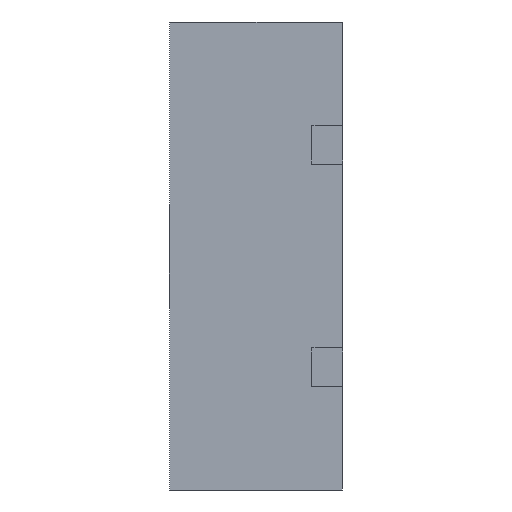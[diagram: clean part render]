
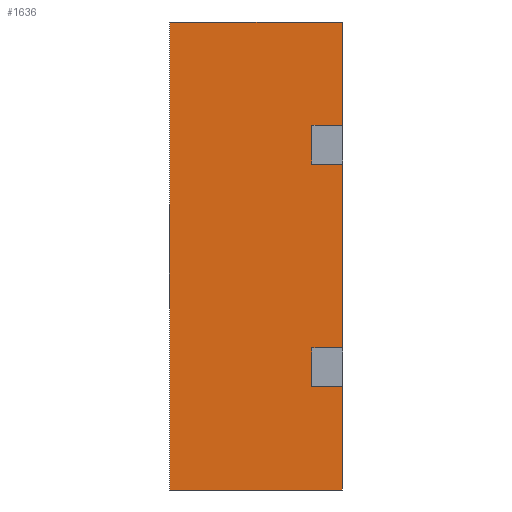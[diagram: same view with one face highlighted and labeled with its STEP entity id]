
A CAD part, left-side view. The second image highlights one B-rep face of the part: STEP entity #1636.
In plain terms, the highlighted planar face has unit normal (-1, 0, 0).
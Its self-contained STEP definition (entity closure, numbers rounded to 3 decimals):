
#35 = ORIENTED_EDGE ( 'NONE', *, *, #441, .F. ) ;
#45 = DIRECTION ( 'NONE',  ( 0., -1., 0. ) ) ;
#176 = LINE ( 'NONE', #655, #2962 ) ;
#186 = EDGE_CURVE ( 'NONE', #2163, #2007, #861, .T. ) ;
#217 = DIRECTION ( 'NONE',  ( 0., 0., -1. ) ) ;
#257 = VECTOR ( 'NONE', #2583, 1000. ) ;
#290 = CARTESIAN_POINT ( 'NONE',  ( 0., 0.3, -3.587 ) ) ;
#319 = LINE ( 'NONE', #2798, #3279 ) ;
#327 = EDGE_CURVE ( 'NONE', #1238, #3709, #1908, .T. ) ;
#342 = CARTESIAN_POINT ( 'NONE',  ( 0., 1.7, -4.6 ) ) ;
#349 = LINE ( 'NONE', #2028, #257 ) ;
#363 = EDGE_CURVE ( 'NONE', #893, #2476, #1268, .T. ) ;
#367 = CARTESIAN_POINT ( 'NONE',  ( 0., 0.3, -1.397 ) ) ;
#369 = EDGE_CURVE ( 'NONE', #3564, #2163, #777, .T. ) ;
#402 = FACE_OUTER_BOUND ( 'NONE', #867, .T. ) ;
#406 = LINE ( 'NONE', #625, #1266 ) ;
#441 = EDGE_CURVE ( 'NONE', #2333, #3706, #3413, .T. ) ;
#577 = CARTESIAN_POINT ( 'NONE',  ( 0., 0., -3.587 ) ) ;
#599 = VECTOR ( 'NONE', #2949, 1000. ) ;
#625 = CARTESIAN_POINT ( 'NONE',  ( 0., 0., 0. ) ) ;
#655 = CARTESIAN_POINT ( 'NONE',  ( 0., 1.7, 0. ) ) ;
#777 = LINE ( 'NONE', #367, #3374 ) ;
#789 = CARTESIAN_POINT ( 'NONE',  ( 0., 1.7, -4.6 ) ) ;
#861 = LINE ( 'NONE', #3286, #2883 ) ;
#867 = EDGE_LOOP ( 'NONE', ( #2399, #2518, #3087, #3389, #2294, #1790, #1394, #983, #35, #1302, #1375, #1662 ) ) ;
#893 = VERTEX_POINT ( 'NONE', #342 ) ;
#942 = CARTESIAN_POINT ( 'NONE',  ( 0., 1.7, 0. ) ) ;
#963 = EDGE_CURVE ( 'NONE', #2333, #2007, #406, .T. ) ;
#982 = EDGE_CURVE ( 'NONE', #3523, #3564, #3243, .T. ) ;
#983 = ORIENTED_EDGE ( 'NONE', *, *, #1220, .F. ) ;
#1005 = DIRECTION ( 'NONE',  ( 0., 0., -1. ) ) ;
#1078 = CARTESIAN_POINT ( 'NONE',  ( 0., 0., 0. ) ) ;
#1177 = CARTESIAN_POINT ( 'NONE',  ( 0., 0.3, -3.203 ) ) ;
#1220 = EDGE_CURVE ( 'NONE', #3706, #3685, #319, .T. ) ;
#1238 = VERTEX_POINT ( 'NONE', #3079 ) ;
#1266 = VECTOR ( 'NONE', #3520, 1000. ) ;
#1268 = LINE ( 'NONE', #942, #599 ) ;
#1302 = ORIENTED_EDGE ( 'NONE', *, *, #963, .T. ) ;
#1375 = ORIENTED_EDGE ( 'NONE', *, *, #186, .F. ) ;
#1382 = LINE ( 'NONE', #789, #3220 ) ;
#1394 = ORIENTED_EDGE ( 'NONE', *, *, #3596, .F. ) ;
#1405 = DIRECTION ( 'NONE',  ( 0., 0., 1. ) ) ;
#1476 = CARTESIAN_POINT ( 'NONE',  ( 0., 0., 0. ) ) ;
#1492 = CARTESIAN_POINT ( 'NONE',  ( 0., 0.3, -1.013 ) ) ;
#1541 = EDGE_CURVE ( 'NONE', #3523, #3661, #2308, .T. ) ;
#1572 = DIRECTION ( 'NONE',  ( 0., -1., 0. ) ) ;
#1634 = VECTOR ( 'NONE', #3511, 1000. ) ;
#1636 = ADVANCED_FACE ( 'NONE', ( #402 ), #3022, .F. ) ;
#1639 = CARTESIAN_POINT ( 'NONE',  ( 0., 0., -3.203 ) ) ;
#1662 = ORIENTED_EDGE ( 'NONE', *, *, #369, .F. ) ;
#1664 = DIRECTION ( 'NONE',  ( 0., -1., 0. ) ) ;
#1729 = CARTESIAN_POINT ( 'NONE',  ( 0., 0., 0. ) ) ;
#1790 = ORIENTED_EDGE ( 'NONE', *, *, #327, .T. ) ;
#1862 = DIRECTION ( 'NONE',  ( 0., 0., -1. ) ) ;
#1876 = DIRECTION ( 'NONE',  ( 0., 1., 0. ) ) ;
#1878 = CARTESIAN_POINT ( 'NONE',  ( 0., 0.3, -1.397 ) ) ;
#1908 = LINE ( 'NONE', #1729, #3156 ) ;
#2007 = VERTEX_POINT ( 'NONE', #3224 ) ;
#2028 = CARTESIAN_POINT ( 'NONE',  ( 0., -0.005, -3.587 ) ) ;
#2050 = EDGE_CURVE ( 'NONE', #2476, #3661, #176, .T. ) ;
#2163 = VERTEX_POINT ( 'NONE', #1878 ) ;
#2294 = ORIENTED_EDGE ( 'NONE', *, *, #3662, .T. ) ;
#2308 = LINE ( 'NONE', #1476, #2603 ) ;
#2333 = VERTEX_POINT ( 'NONE', #1639 ) ;
#2399 = ORIENTED_EDGE ( 'NONE', *, *, #982, .F. ) ;
#2476 = VERTEX_POINT ( 'NONE', #2867 ) ;
#2508 = VECTOR ( 'NONE', #1876, 1000. ) ;
#2518 = ORIENTED_EDGE ( 'NONE', *, *, #1541, .T. ) ;
#2573 = CARTESIAN_POINT ( 'NONE',  ( 0., 0.3, -1.013 ) ) ;
#2583 = DIRECTION ( 'NONE',  ( 0., -1., 0. ) ) ;
#2602 = AXIS2_PLACEMENT_3D ( 'NONE', #3252, #3562, #1862 ) ;
#2603 = VECTOR ( 'NONE', #3244, 1000. ) ;
#2798 = CARTESIAN_POINT ( 'NONE',  ( 0., 0.3, -3.203 ) ) ;
#2867 = CARTESIAN_POINT ( 'NONE',  ( 0., 1.7, 0. ) ) ;
#2883 = VECTOR ( 'NONE', #1572, 1000. ) ;
#2949 = DIRECTION ( 'NONE',  ( 0., 0., 1. ) ) ;
#2962 = VECTOR ( 'NONE', #45, 1000. ) ;
#3022 = PLANE ( 'NONE',  #2602 ) ;
#3079 = CARTESIAN_POINT ( 'NONE',  ( 0., 0., -4.6 ) ) ;
#3087 = ORIENTED_EDGE ( 'NONE', *, *, #2050, .F. ) ;
#3153 = CARTESIAN_POINT ( 'NONE',  ( 0., 0., -1.013 ) ) ;
#3156 = VECTOR ( 'NONE', #1405, 1000. ) ;
#3220 = VECTOR ( 'NONE', #1664, 1000. ) ;
#3224 = CARTESIAN_POINT ( 'NONE',  ( 0., 0., -1.397 ) ) ;
#3243 = LINE ( 'NONE', #1492, #1634 ) ;
#3244 = DIRECTION ( 'NONE',  ( 0., 0., 1. ) ) ;
#3252 = CARTESIAN_POINT ( 'NONE',  ( 0., 1.7, 0. ) ) ;
#3279 = VECTOR ( 'NONE', #217, 1000. ) ;
#3286 = CARTESIAN_POINT ( 'NONE',  ( 0., -0.005, -1.397 ) ) ;
#3374 = VECTOR ( 'NONE', #1005, 1000. ) ;
#3389 = ORIENTED_EDGE ( 'NONE', *, *, #363, .F. ) ;
#3413 = LINE ( 'NONE', #3581, #2508 ) ;
#3511 = DIRECTION ( 'NONE',  ( 0., 1., 0. ) ) ;
#3520 = DIRECTION ( 'NONE',  ( 0., 0., 1. ) ) ;
#3523 = VERTEX_POINT ( 'NONE', #3153 ) ;
#3562 = DIRECTION ( 'NONE',  ( 1., 0., 0. ) ) ;
#3564 = VERTEX_POINT ( 'NONE', #2573 ) ;
#3581 = CARTESIAN_POINT ( 'NONE',  ( 0., 0., -3.203 ) ) ;
#3596 = EDGE_CURVE ( 'NONE', #3685, #3709, #349, .T. ) ;
#3661 = VERTEX_POINT ( 'NONE', #1078 ) ;
#3662 = EDGE_CURVE ( 'NONE', #893, #1238, #1382, .T. ) ;
#3685 = VERTEX_POINT ( 'NONE', #290 ) ;
#3706 = VERTEX_POINT ( 'NONE', #1177 ) ;
#3709 = VERTEX_POINT ( 'NONE', #577 ) ;
